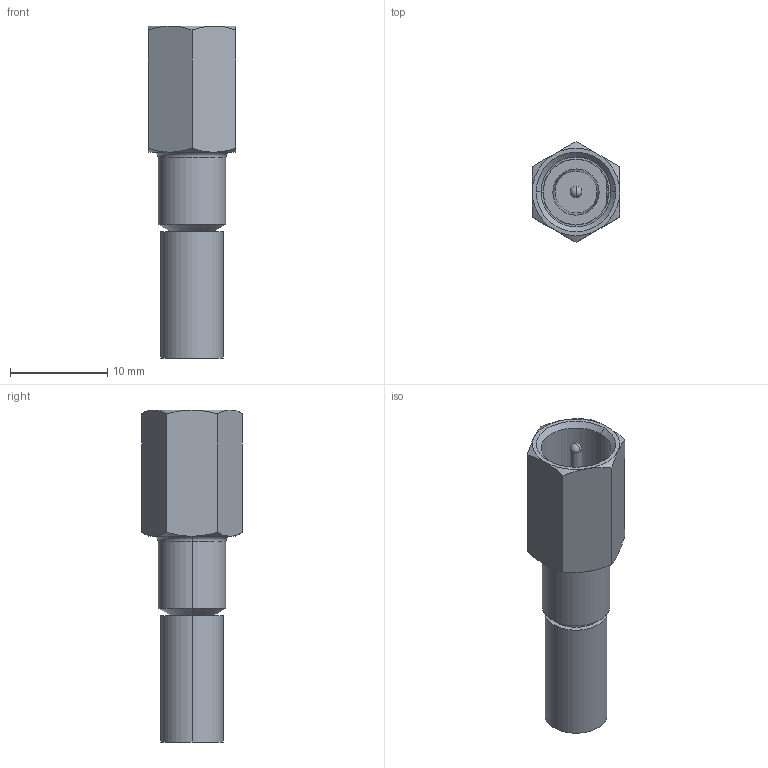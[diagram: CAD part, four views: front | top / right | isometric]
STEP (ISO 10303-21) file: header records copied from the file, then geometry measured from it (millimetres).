
FILE_DESCRIPTION (( 'STEP AP214' ), '1' );
FILE_NAME ('J01700A0006.STEP', '2016-12-22T07:36:02', ( '' ), ( '' ), 'SwSTEP 2.0', 'SolidWorks 2015', '' );
FILE_SCHEMA (( 'AUTOMOTIVE_DESIGN' ));
Length unit declared in the file: millimetre
Products named in the file (1): J01700A0006
Bounding box: 9 x 10.39 x 34.2 mm (x, y, z)
Volume: 1034.9 mm3; surface area: 1724.4 mm2
Topology: 2 solids, 2 shells, 79 faces, 168 edges, 100 vertices
Faces by surface type: cylinder 27, cone 26, plane 20, torus 4, sphere 2
Entity records: 3043 total; most frequent: CARTESIAN_POINT 456, DIRECTION 389, ORIENTED_EDGE 332, AXIS2_PLACEMENT_3D 169, EDGE_CURVE 166, VERTEX_POINT 100, EDGE_LOOP 90, CIRCLE 89
